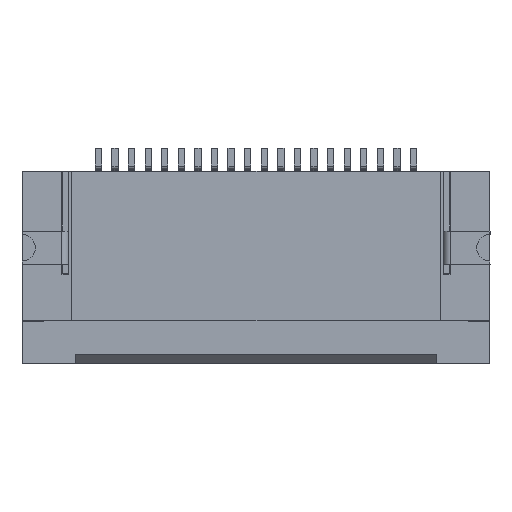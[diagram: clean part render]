
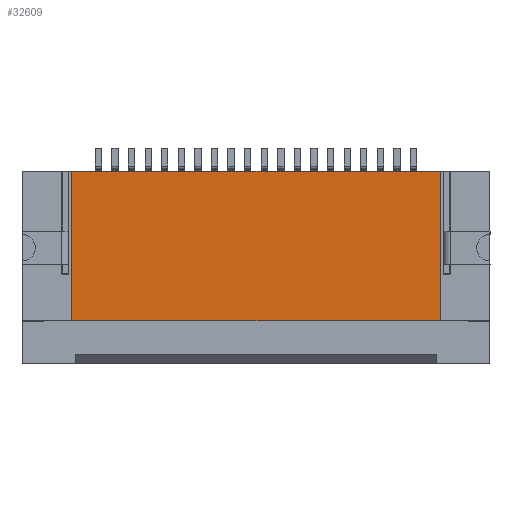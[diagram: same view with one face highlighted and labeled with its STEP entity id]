
A CAD part, front view. The second image highlights one B-rep face of the part: STEP entity #32609.
In plain terms, the highlighted planar face has unit normal (0, -1, 0).
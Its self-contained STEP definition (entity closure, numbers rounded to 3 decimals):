
#573 = EDGE_CURVE ( 'NONE', #18572, #24437, #9190, .T. ) ;
#1070 = VERTEX_POINT ( 'NONE', #3826 ) ;
#3605 = CARTESIAN_POINT ( 'NONE',  ( 5.55, 0., 2.25 ) ) ;
#3826 = CARTESIAN_POINT ( 'NONE',  ( -5.55, 0., 2.25 ) ) ;
#4885 = DIRECTION ( 'NONE',  ( 0., 0., 1. ) ) ;
#5150 = ORIENTED_EDGE ( 'NONE', *, *, #573, .F. ) ;
#5334 = EDGE_CURVE ( 'NONE', #1070, #34011, #14343, .T. ) ;
#6872 = LINE ( 'NONE', #13031, #29792 ) ;
#9190 = LINE ( 'NONE', #18964, #13875 ) ;
#11205 = EDGE_CURVE ( 'NONE', #18572, #34011, #32219, .T. ) ;
#11407 = FACE_OUTER_BOUND ( 'NONE', #11589, .T. ) ;
#11589 = EDGE_LOOP ( 'NONE', ( #5150, #31927, #16491, #29950 ) ) ;
#13031 = CARTESIAN_POINT ( 'NONE',  ( -5.55, 0., 2.05 ) ) ;
#13506 = AXIS2_PLACEMENT_3D ( 'NONE', #30126, #30329, #39274 ) ;
#13875 = VECTOR ( 'NONE', #31172, 1000. ) ;
#14343 = LINE ( 'NONE', #15149, #26391 ) ;
#15149 = CARTESIAN_POINT ( 'NONE',  ( -7.05, 0., 2.25 ) ) ;
#15629 = CARTESIAN_POINT ( 'NONE',  ( 5.55, 0., -2.25 ) ) ;
#16167 = VECTOR ( 'NONE', #4885, 1000. ) ;
#16491 = ORIENTED_EDGE ( 'NONE', *, *, #5334, .F. ) ;
#16780 = CARTESIAN_POINT ( 'NONE',  ( 5.55, 0., 2.05 ) ) ;
#18572 = VERTEX_POINT ( 'NONE', #15629 ) ;
#18964 = CARTESIAN_POINT ( 'NONE',  ( -7.05, 0., -2.25 ) ) ;
#24232 = PLANE ( 'NONE',  #13506 ) ;
#24437 = VERTEX_POINT ( 'NONE', #39397 ) ;
#26391 = VECTOR ( 'NONE', #36068, 1000. ) ;
#29792 = VECTOR ( 'NONE', #37825, 1000. ) ;
#29950 = ORIENTED_EDGE ( 'NONE', *, *, #34975, .F. ) ;
#30126 = CARTESIAN_POINT ( 'NONE',  ( 0., 0., 0. ) ) ;
#30329 = DIRECTION ( 'NONE',  ( 0., -1., 0. ) ) ;
#31172 = DIRECTION ( 'NONE',  ( -1., 0., 0. ) ) ;
#31927 = ORIENTED_EDGE ( 'NONE', *, *, #11205, .T. ) ;
#32219 = LINE ( 'NONE', #16780, #16167 ) ;
#32609 = ADVANCED_FACE ( 'NONE', ( #11407 ), #24232, .T. ) ;
#34011 = VERTEX_POINT ( 'NONE', #3605 ) ;
#34975 = EDGE_CURVE ( 'NONE', #24437, #1070, #6872, .T. ) ;
#36068 = DIRECTION ( 'NONE',  ( 1., 0., 0. ) ) ;
#37825 = DIRECTION ( 'NONE',  ( 0., 0., 1. ) ) ;
#39274 = DIRECTION ( 'NONE',  ( 0., 0., -1. ) ) ;
#39397 = CARTESIAN_POINT ( 'NONE',  ( -5.55, 0., -2.25 ) ) ;
